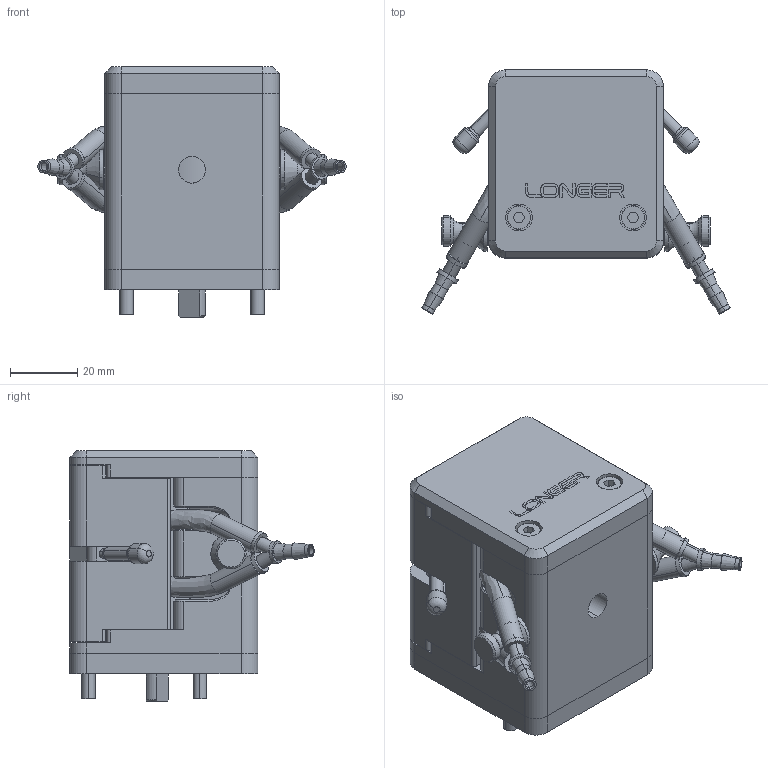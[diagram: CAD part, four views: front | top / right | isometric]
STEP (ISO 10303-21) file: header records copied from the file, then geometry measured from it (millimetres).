
FILE_DESCRIPTION (( 'STEP AP214' ), '1' );
FILE_NAME ('峚汔掙芛PFH01.STEP', '2023-02-17T07:31:18', ( '' ), ( '' ), 'SwSTEP 2.0', 'SolidWorks 2013', '' );
FILE_SCHEMA (( 'AUTOMOTIVE_DESIGN' ));
Length unit declared in the file: millimetre
Products named in the file (1): 峚汔掙芛PFH01
Bounding box: 91.88 x 72.77 x 74.7 mm (x, y, z)
Volume: 187165.6 mm3; surface area: 50893.1 mm2
Topology: 12 solids, 31 shells, 1367 faces, 3614 edges, 2319 vertices
Faces by surface type: plane 458, cylinder 425, sphere 154, cone 138, torus 122, bspline 70
Entity records: 66322 total; most frequent: CARTESIAN_POINT 18048, ORIENTED_EDGE 7184, DIRECTION 6815, EDGE_CURVE 3592, AXIS2_PLACEMENT_3D 2779, VERTEX_POINT 2319, EDGE_LOOP 1545, CIRCLE 1481
